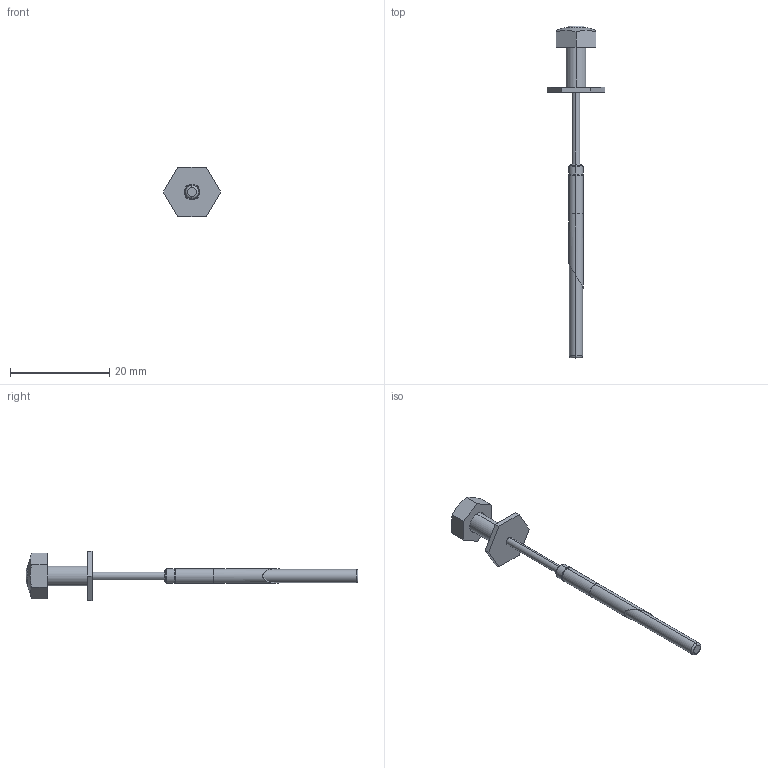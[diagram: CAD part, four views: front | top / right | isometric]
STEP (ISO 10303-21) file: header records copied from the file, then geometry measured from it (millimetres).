
FILE_DESCRIPTION (( 'STEP AP214' ), '1' );
FILE_NAME ('INGUN_17036.STEP', '2024-12-09T10:19:20', ( '' ), ( '' ), 'SwSTEP 2.0', 'SolidWorks 2023', '' );
FILE_SCHEMA (( 'AUTOMOTIVE_DESIGN' ));
Length unit declared in the file: millimetre
Products named in the file (5): INGUN_17036; 2806~1; GKS-114-0015__ADA~gks_Hub = 04,0 <S>; 3917~3_M 3 A; KS-113-Master__ADA~ks_KS-113 23
Assembly tree (4 placements, depth 2):
  INGUN_17036
    GKS-114-0015__ADA~gks_Hub = 04,0 <S>
    2806~1
    3917~3_M 3 A
    KS-113-Master__ADA~ks_KS-113 23
Bounding box: 11.55 x 66.8 x 10 mm (x, y, z)
Volume: 787 mm3; surface area: 1215.9 mm2
Topology: 6 solids, 6 shells, 66 faces, 136 edges, 85 vertices
Faces by surface type: plane 26, cylinder 22, cone 10, sphere 4, torus 4
Entity records: 1946 total; most frequent: DIRECTION 344, CARTESIAN_POINT 324, ORIENTED_EDGE 272, AXIS2_PLACEMENT_3D 141, EDGE_CURVE 136, VERTEX_POINT 85, EDGE_LOOP 73, CIRCLE 68
